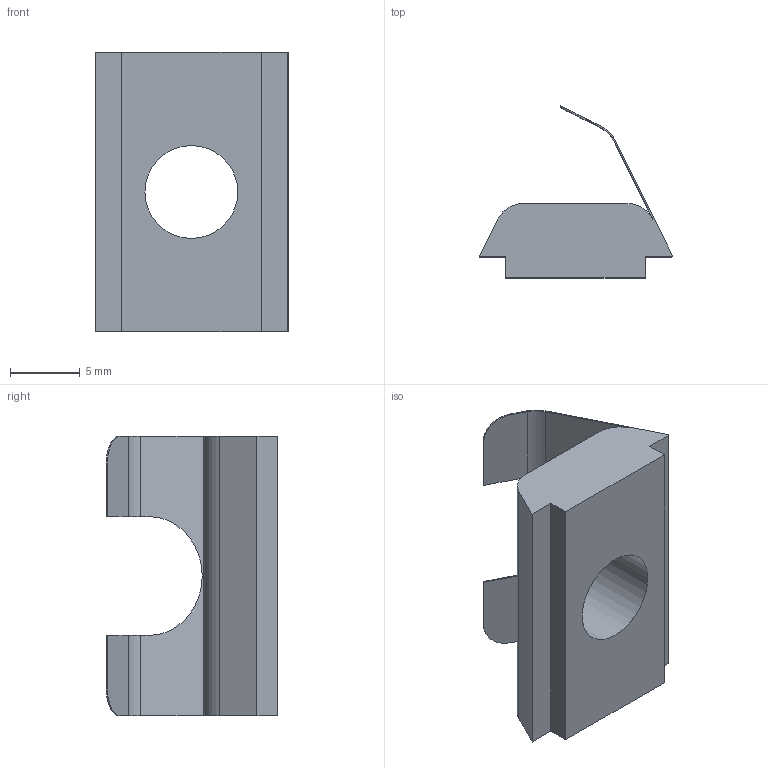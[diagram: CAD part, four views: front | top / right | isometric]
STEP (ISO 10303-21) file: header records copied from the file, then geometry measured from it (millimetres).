
FILE_DESCRIPTION(/* description */ ('CURSORE M8 13.8X20 CAVA10 CON MOLLA'),/* implementation_level */ '2;1');
FILE_NAME(/* name */ 'CDDCU0000041.stp',/* time_stamp */ '2022-12-02T10:49:42+01:00',/* author */ ('tecnico7'),/* organization */ (''),/* preprocessor_version */ 'ST-DEVELOPER v18.1',/* originating_system */ 'Autodesk Inventor 2022',/* authorisation */ '');
FILE_SCHEMA (('AUTOMOTIVE_DESIGN { 1 0 10303 214 3 1 1 }'));
Length unit declared in the file: millimetre
Products named in the file (1): CDDCU0000041
Bounding box: 13.89 x 12.31 x 20 mm (x, y, z)
Volume: 1030.5 mm3; surface area: 1150.5 mm2
Topology: 1 solids, 1 shells, 30 faces, 84 edges, 56 vertices
Faces by surface type: plane 20, cylinder 9, bspline 1
Full cylindrical faces by diameter (mm): 6.647 x1
Entity records: 1020 total; most frequent: CARTESIAN_POINT 180, ORIENTED_EDGE 168, DIRECTION 164, EDGE_CURVE 84, LINE 64, VECTOR 64, VERTEX_POINT 56, AXIS2_PLACEMENT_3D 50
